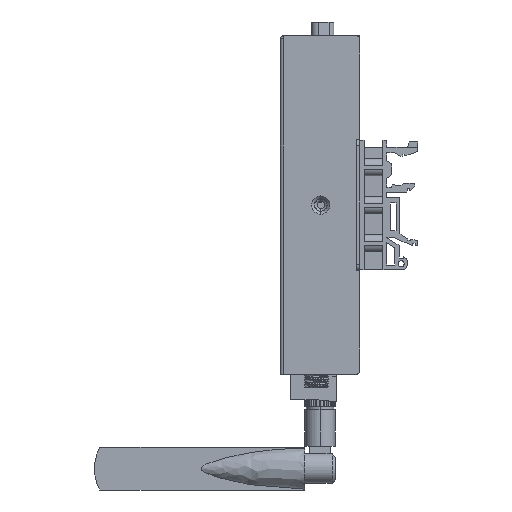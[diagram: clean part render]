
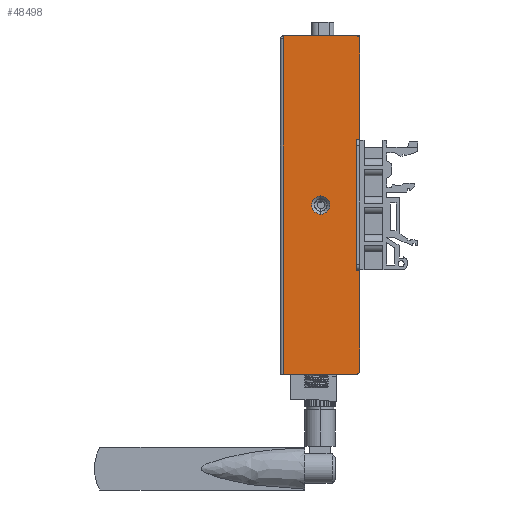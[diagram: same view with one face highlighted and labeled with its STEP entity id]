
A CAD part, left-side view. The second image highlights one B-rep face of the part: STEP entity #48498.
In plain terms, the highlighted planar face has unit normal (-1, 0, 0).
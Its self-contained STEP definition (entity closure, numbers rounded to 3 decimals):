
#45508=DIRECTION('',(0.,0.,-1.));
#45509=VECTOR('',#45508,43.);
#45510=CARTESIAN_POINT('',(-38.5,1.,21.5));
#45511=LINE('',#45510,#45509);
#45600=CARTESIAN_POINT('',(-38.5,12.75,0.));
#45601=DIRECTION('',(1.,0.,0.));
#45602=DIRECTION('',(0.,0.,-1.));
#45603=AXIS2_PLACEMENT_3D('',#45600,#45601,#45602);
#45605=CARTESIAN_POINT('',(-38.5,12.75,0.));
#45606=DIRECTION('',(1.,0.,0.));
#45607=DIRECTION('',(0.,0.,1.));
#45608=AXIS2_PLACEMENT_3D('',#45605,#45606,#45607);
#45610=CARTESIAN_POINT('',(-38.5,1.,54.5));
#45611=DIRECTION('',(-1.,0.,0.));
#45612=DIRECTION('',(0.,-1.,0.));
#45613=AXIS2_PLACEMENT_3D('',#45610,#45611,#45612);
#45615=DIRECTION('',(0.,-1.,0.));
#45616=VECTOR('',#45615,1.);
#45617=CARTESIAN_POINT('',(-38.5,1.,21.5));
#45618=LINE('',#45617,#45616);
#45619=DIRECTION('',(0.,-1.,0.));
#45620=VECTOR('',#45619,1.);
#45621=CARTESIAN_POINT('',(-38.5,1.,-21.5));
#45622=LINE('',#45621,#45620);
#45623=DIRECTION('',(0.,0.,-1.));
#45624=VECTOR('',#45623,33.);
#45625=CARTESIAN_POINT('',(-38.5,0.,-21.5));
#45626=LINE('',#45625,#45624);
#45627=CARTESIAN_POINT('',(-38.5,1.,-54.5));
#45628=DIRECTION('',(-1.,0.,0.));
#45629=DIRECTION('',(0.,0.,-1.));
#45630=AXIS2_PLACEMENT_3D('',#45627,#45628,#45629);
#45632=DIRECTION('',(0.,1.,0.));
#45633=VECTOR('',#45632,24.);
#45634=CARTESIAN_POINT('',(-38.5,1.,-55.5));
#45635=LINE('',#45634,#45633);
#45636=DIRECTION('',(0.,0.,1.));
#45637=VECTOR('',#45636,110.);
#45638=CARTESIAN_POINT('',(-38.5,25.,-55.5));
#45639=LINE('',#45638,#45637);
#45640=DIRECTION('',(0.,0.,-1.));
#45641=VECTOR('',#45640,1.);
#45642=CARTESIAN_POINT('',(-38.5,25.,55.5));
#45643=LINE('',#45642,#45641);
#45644=DIRECTION('',(0.,1.,0.));
#45645=VECTOR('',#45644,24.);
#45646=CARTESIAN_POINT('',(-38.5,1.,55.5));
#45647=LINE('',#45646,#45645);
#45928=DIRECTION('',(0.,0.,1.));
#45929=VECTOR('',#45928,33.);
#45930=CARTESIAN_POINT('',(-38.5,0.,21.5));
#45931=LINE('',#45930,#45929);
#47780=CARTESIAN_POINT('',(-38.5,25.,-55.5));
#47781=VERTEX_POINT('',#47780);
#47782=CARTESIAN_POINT('',(-38.5,25.,54.5));
#47783=VERTEX_POINT('',#47782);
#47806=CARTESIAN_POINT('',(-38.5,1.,21.5));
#47807=CARTESIAN_POINT('',(-38.5,0.,21.5));
#47808=VERTEX_POINT('',#47806);
#47809=VERTEX_POINT('',#47807);
#47814=CARTESIAN_POINT('',(-38.5,1.,-21.5));
#47815=CARTESIAN_POINT('',(-38.5,0.,-21.5));
#47816=VERTEX_POINT('',#47814);
#47817=VERTEX_POINT('',#47815);
#47862=CARTESIAN_POINT('',(-38.5,25.,55.5));
#47863=VERTEX_POINT('',#47862);
#47970=CARTESIAN_POINT('',(-38.5,12.75,-3.));
#47971=CARTESIAN_POINT('',(-38.5,12.75,3.));
#47972=VERTEX_POINT('',#47970);
#47973=VERTEX_POINT('',#47971);
#48090=CARTESIAN_POINT('',(-38.5,0.,54.5));
#48091=CARTESIAN_POINT('',(-38.5,1.,55.5));
#48092=VERTEX_POINT('',#48090);
#48093=VERTEX_POINT('',#48091);
#48118=CARTESIAN_POINT('',(-38.5,1.,-55.5));
#48119=VERTEX_POINT('',#48118);
#48120=CARTESIAN_POINT('',(-38.5,0.,-54.5));
#48121=VERTEX_POINT('',#48120);
#48464=CARTESIAN_POINT('',(-38.5,25.,54.5));
#48465=DIRECTION('',(1.,0.,0.));
#48466=DIRECTION('',(0.,0.,1.));
#48467=AXIS2_PLACEMENT_3D('',#48464,#48465,#48466);
#48468=PLANE('',#48467);
#48470=ORIENTED_EDGE('',*,*,#48469,.F.);
#48472=ORIENTED_EDGE('',*,*,#48471,.F.);
#48474=ORIENTED_EDGE('',*,*,#48473,.F.);
#48475=ORIENTED_EDGE('',*,*,#48415,.T.);
#48477=ORIENTED_EDGE('',*,*,#48476,.T.);
#48479=ORIENTED_EDGE('',*,*,#48478,.T.);
#48481=ORIENTED_EDGE('',*,*,#48480,.F.);
#48483=ORIENTED_EDGE('',*,*,#48482,.T.);
#48485=ORIENTED_EDGE('',*,*,#48484,.T.);
#48487=ORIENTED_EDGE('',*,*,#48486,.F.);
#48489=ORIENTED_EDGE('',*,*,#48488,.F.);
#48490=EDGE_LOOP('',(#48470,#48472,#48474,#48475,#48477,#48479,#48481,#48483,
#48485,#48487,#48489));
#48491=FACE_OUTER_BOUND('',#48490,.F.);
#48493=ORIENTED_EDGE('',*,*,#48492,.F.);
#48495=ORIENTED_EDGE('',*,*,#48494,.F.);
#48496=EDGE_LOOP('',(#48493,#48495));
#48497=FACE_BOUND('',#48496,.F.);
#48498=ADVANCED_FACE('',(#48491,#48497),#48468,.F.);
#45604=CIRCLE('',#45603,3.);
#45609=CIRCLE('',#45608,3.);
#45614=CIRCLE('',#45613,1.);
#45631=CIRCLE('',#45630,1.);
#48415=EDGE_CURVE('',#47808,#47816,#45511,.T.);
#48469=EDGE_CURVE('',#48092,#48093,#45614,.T.);
#48471=EDGE_CURVE('',#47809,#48092,#45931,.T.);
#48473=EDGE_CURVE('',#47808,#47809,#45618,.T.);
#48476=EDGE_CURVE('',#47816,#47817,#45622,.T.);
#48478=EDGE_CURVE('',#47817,#48121,#45626,.T.);
#48480=EDGE_CURVE('',#48119,#48121,#45631,.T.);
#48482=EDGE_CURVE('',#48119,#47781,#45635,.T.);
#48484=EDGE_CURVE('',#47781,#47783,#45639,.T.);
#48486=EDGE_CURVE('',#47863,#47783,#45643,.T.);
#48488=EDGE_CURVE('',#48093,#47863,#45647,.T.);
#48492=EDGE_CURVE('',#47972,#47973,#45604,.T.);
#48494=EDGE_CURVE('',#47973,#47972,#45609,.T.);
